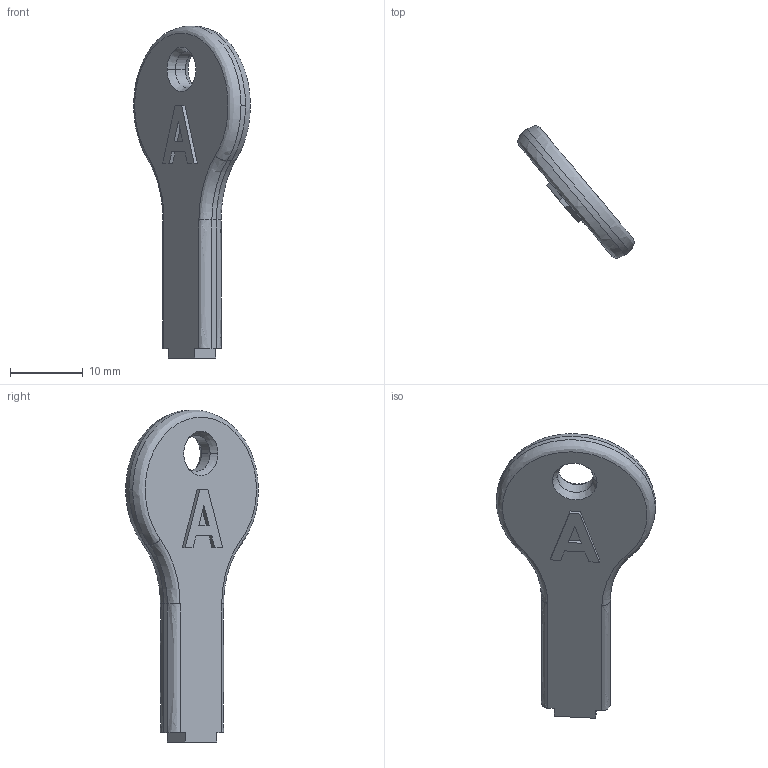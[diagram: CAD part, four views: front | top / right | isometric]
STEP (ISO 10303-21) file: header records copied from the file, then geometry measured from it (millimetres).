
FILE_DESCRIPTION (( 'STEP AP203' ), '1' );
FILE_NAME ('LlaveA.STEP', '2022-01-19T13:05:34', ( '' ), ( '' ), 'SwSTEP 2.0', 'SolidWorks 2016', '' );
FILE_SCHEMA (( 'CONFIG_CONTROL_DESIGN' ));
Length unit declared in the file: millimetre
Products named in the file (1): LlaveA
Bounding box: 16.1 x 18.28 x 45.79 mm (x, y, z)
Volume: 2181.4 mm3; surface area: 1603.3 mm2
Topology: 1 solids, 1 shells, 56 faces, 138 edges, 88 vertices
Faces by surface type: plane 35, bspline 10, cylinder 7, cone 4
Entity records: 2259 total; most frequent: CARTESIAN_POINT 967, ORIENTED_EDGE 276, DIRECTION 204, EDGE_CURVE 138, LINE 94, VECTOR 94, VERTEX_POINT 88, EDGE_LOOP 62
